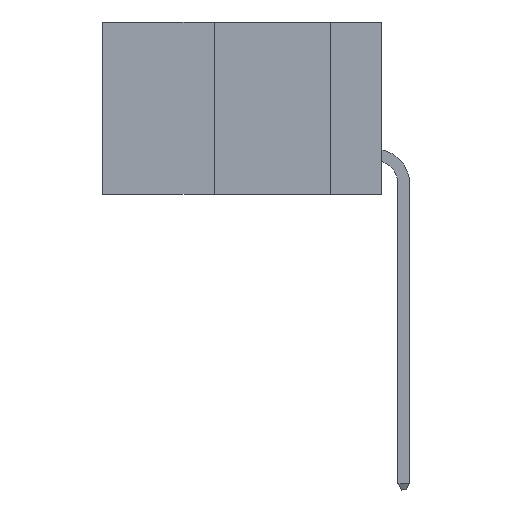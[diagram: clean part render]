
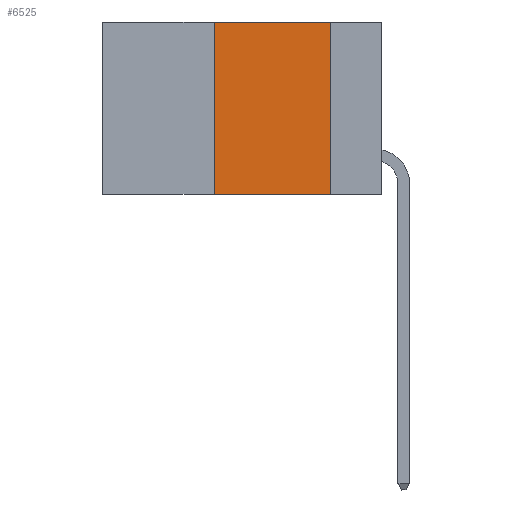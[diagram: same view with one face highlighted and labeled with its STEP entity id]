
A CAD part, left-side view. The second image highlights one B-rep face of the part: STEP entity #6525.
In plain terms, the highlighted planar face has unit normal (-1, 0, 0).
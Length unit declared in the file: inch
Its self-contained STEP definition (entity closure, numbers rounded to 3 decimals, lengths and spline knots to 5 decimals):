
#519 = EDGE_CURVE ( 'NONE', #8344, #966, #9388, .T. ) ;
#750 = EDGE_LOOP ( 'NONE', ( #5399, #12503, #11600, #911 ) ) ;
#911 = ORIENTED_EDGE ( 'NONE', *, *, #13461, .T. ) ;
#953 = CARTESIAN_POINT ( 'NONE',  ( 0., 0.11, 0. ) ) ;
#966 = VERTEX_POINT ( 'NONE', #12989 ) ;
#994 = VECTOR ( 'NONE', #8691, 39.37008 ) ;
#1189 = PLANE ( 'NONE',  #3957 ) ;
#1478 = FACE_OUTER_BOUND ( 'NONE', #750, .T. ) ;
#2174 = DIRECTION ( 'NONE',  ( 0., 0., -1. ) ) ;
#3201 = CARTESIAN_POINT ( 'NONE',  ( 0., 0.6, 0. ) ) ;
#3253 = CARTESIAN_POINT ( 'NONE',  ( 0., 0.11, -0.37 ) ) ;
#3761 = VERTEX_POINT ( 'NONE', #6072 ) ;
#3938 = VECTOR ( 'NONE', #10783, 39.37008 ) ;
#3957 = AXIS2_PLACEMENT_3D ( 'NONE', #4346, #12913, #2174 ) ;
#4346 = CARTESIAN_POINT ( 'NONE',  ( 0., 0.6, 0. ) ) ;
#4611 = VERTEX_POINT ( 'NONE', #3253 ) ;
#4801 = LINE ( 'NONE', #3201, #3938 ) ;
#4843 = DIRECTION ( 'NONE',  ( 0., -1., 0. ) ) ;
#4965 = VECTOR ( 'NONE', #4843, 39.37008 ) ;
#5399 = ORIENTED_EDGE ( 'NONE', *, *, #8552, .F. ) ;
#6072 = CARTESIAN_POINT ( 'NONE',  ( 0., 0.11, 0. ) ) ;
#6525 = ADVANCED_FACE ( 'NONE', ( #1478 ), #1189, .F. ) ;
#7873 = LINE ( 'NONE', #13450, #4965 ) ;
#7877 = CARTESIAN_POINT ( 'NONE',  ( 0., 0.36, -0.37 ) ) ;
#8098 = EDGE_CURVE ( 'NONE', #966, #3761, #4801, .T. ) ;
#8344 = VERTEX_POINT ( 'NONE', #7877 ) ;
#8552 = EDGE_CURVE ( 'NONE', #3761, #4611, #12522, .T. ) ;
#8691 = DIRECTION ( 'NONE',  ( 0., 0., 1. ) ) ;
#9388 = LINE ( 'NONE', #13093, #994 ) ;
#10735 = DIRECTION ( 'NONE',  ( 0., 0., -1. ) ) ;
#10783 = DIRECTION ( 'NONE',  ( 0., -1., 0. ) ) ;
#11600 = ORIENTED_EDGE ( 'NONE', *, *, #519, .F. ) ;
#12364 = VECTOR ( 'NONE', #10735, 39.37008 ) ;
#12503 = ORIENTED_EDGE ( 'NONE', *, *, #8098, .F. ) ;
#12522 = LINE ( 'NONE', #953, #12364 ) ;
#12913 = DIRECTION ( 'NONE',  ( 1., 0., 0. ) ) ;
#12989 = CARTESIAN_POINT ( 'NONE',  ( 0., 0.36, 0. ) ) ;
#13093 = CARTESIAN_POINT ( 'NONE',  ( 0., 0.36, 0. ) ) ;
#13450 = CARTESIAN_POINT ( 'NONE',  ( 0., 0.6, -0.37 ) ) ;
#13461 = EDGE_CURVE ( 'NONE', #8344, #4611, #7873, .T. ) ;
